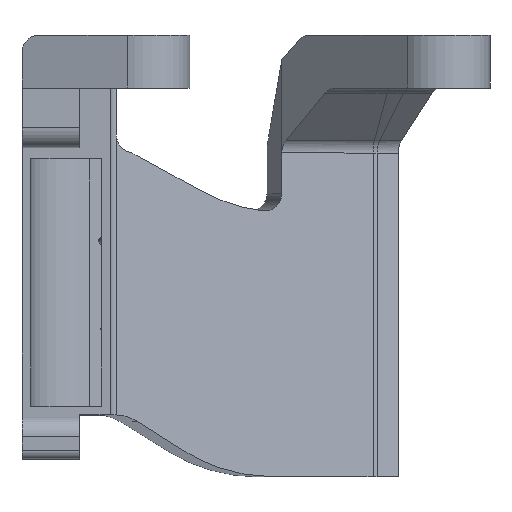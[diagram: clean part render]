
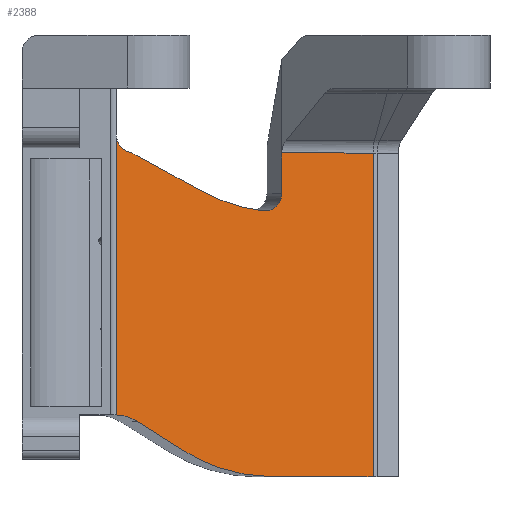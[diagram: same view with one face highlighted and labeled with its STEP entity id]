
A CAD part, top view. The second image highlights one B-rep face of the part: STEP entity #2388.
In plain terms, the highlighted planar face has unit normal (0.268, 0, 0.963).
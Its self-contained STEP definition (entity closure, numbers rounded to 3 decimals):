
#125=PLANE('',#2568);
#204=FACE_OUTER_BOUND('',#333,.T.);
#333=EDGE_LOOP('',(#1758,#1759,#1760,#1761,#1762,#1763,#1764,#1765,#1766,
#1767,#1768,#1769,#1770));
#548=LINE('',#3679,#789);
#555=LINE('',#3703,#796);
#556=LINE('',#3707,#797);
#557=LINE('',#3713,#798);
#558=LINE('',#3719,#799);
#559=LINE('',#3723,#800);
#560=LINE('',#3726,#801);
#789=VECTOR('',#2888,10.);
#796=VECTOR('',#2913,10.);
#797=VECTOR('',#2918,10.);
#798=VECTOR('',#2923,10.);
#799=VECTOR('',#2928,10.);
#800=VECTOR('',#2931,10.);
#801=VECTOR('',#2934,10.);
#972=ELLIPSE('',#2569,2.01,2.);
#973=ELLIPSE('',#2570,20.098,20.);
#974=ELLIPSE('',#2571,5.025,5.);
#975=ELLIPSE('',#2572,2.01,2.);
#976=ELLIPSE('',#2573,5.025,5.);
#977=ELLIPSE('',#2574,20.098,20.);
#1058=VERTEX_POINT('',#3631);
#1075=VERTEX_POINT('',#3678);
#1083=VERTEX_POINT('',#3702);
#1084=VERTEX_POINT('',#3706);
#1085=VERTEX_POINT('',#3708);
#1086=VERTEX_POINT('',#3710);
#1087=VERTEX_POINT('',#3712);
#1088=VERTEX_POINT('',#3714);
#1089=VERTEX_POINT('',#3716);
#1090=VERTEX_POINT('',#3718);
#1091=VERTEX_POINT('',#3720);
#1092=VERTEX_POINT('',#3722);
#1093=VERTEX_POINT('',#3724);
#1336=EDGE_CURVE('',#1058,#1075,#548,.T.);
#1348=EDGE_CURVE('',#1083,#1075,#555,.T.);
#1350=EDGE_CURVE('',#1084,#1058,#556,.T.);
#1351=EDGE_CURVE('',#1085,#1084,#972,.T.);
#1352=EDGE_CURVE('',#1086,#1085,#973,.T.);
#1353=EDGE_CURVE('',#1086,#1087,#557,.T.);
#1354=EDGE_CURVE('',#1088,#1087,#974,.T.);
#1355=EDGE_CURVE('',#1089,#1088,#975,.T.);
#1356=EDGE_CURVE('',#1090,#1089,#558,.T.);
#1357=EDGE_CURVE('',#1090,#1091,#976,.F.);
#1358=EDGE_CURVE('',#1091,#1092,#559,.T.);
#1359=EDGE_CURVE('',#1093,#1092,#977,.T.);
#1360=EDGE_CURVE('',#1083,#1093,#560,.T.);
#1758=ORIENTED_EDGE('',*,*,#1336,.F.);
#1759=ORIENTED_EDGE('',*,*,#1350,.F.);
#1760=ORIENTED_EDGE('',*,*,#1351,.F.);
#1761=ORIENTED_EDGE('',*,*,#1352,.F.);
#1762=ORIENTED_EDGE('',*,*,#1353,.T.);
#1763=ORIENTED_EDGE('',*,*,#1354,.F.);
#1764=ORIENTED_EDGE('',*,*,#1355,.F.);
#1765=ORIENTED_EDGE('',*,*,#1356,.F.);
#1766=ORIENTED_EDGE('',*,*,#1357,.T.);
#1767=ORIENTED_EDGE('',*,*,#1358,.T.);
#1768=ORIENTED_EDGE('',*,*,#1359,.F.);
#1769=ORIENTED_EDGE('',*,*,#1360,.F.);
#1770=ORIENTED_EDGE('',*,*,#1348,.T.);
#2388=ADVANCED_FACE('',(#204),#125,.T.);
#2568=AXIS2_PLACEMENT_3D('',#3705,#2916,#2917);
#2569=AXIS2_PLACEMENT_3D('',#3709,#2919,#2920);
#2570=AXIS2_PLACEMENT_3D('',#3711,#2921,#2922);
#2571=AXIS2_PLACEMENT_3D('',#3715,#2924,#2925);
#2572=AXIS2_PLACEMENT_3D('',#3717,#2926,#2927);
#2573=AXIS2_PLACEMENT_3D('',#3721,#2929,#2930);
#2574=AXIS2_PLACEMENT_3D('',#3725,#2932,#2933);
#2888=DIRECTION('',(0.963,0.,-0.268));
#2913=DIRECTION('',(0.,1.,0.));
#2916=DIRECTION('center_axis',(0.268,0.,0.963));
#2917=DIRECTION('ref_axis',(0.963,0.,-0.268));
#2918=DIRECTION('',(0.,1.,0.));
#2919=DIRECTION('center_axis',(0.268,0.,0.963));
#2920=DIRECTION('ref_axis',(0.963,0.,-0.268));
#2921=DIRECTION('center_axis',(0.268,0.,0.963));
#2922=DIRECTION('ref_axis',(-0.963,0.,0.268));
#2923=DIRECTION('',(-0.851,0.47,0.237));
#2924=DIRECTION('center_axis',(-0.268,0.,-0.963));
#2925=DIRECTION('ref_axis',(0.963,0.,-0.268));
#2926=DIRECTION('center_axis',(0.268,0.,0.963));
#2927=DIRECTION('ref_axis',(-0.963,0.,0.268));
#2928=DIRECTION('',(0.,1.,0.));
#2929=DIRECTION('center_axis',(0.268,0.,0.963));
#2930=DIRECTION('ref_axis',(0.963,0.,-0.268));
#2931=DIRECTION('',(0.823,-0.52,-0.229));
#2932=DIRECTION('center_axis',(-0.268,0.,-0.963));
#2933=DIRECTION('ref_axis',(-0.963,0.,0.268));
#2934=DIRECTION('',(-0.963,0.,0.268));
#3631=CARTESIAN_POINT('',(-10.571,14.672,2.942));
#3678=CARTESIAN_POINT('',(-0.244,14.672,0.068));
#3679=CARTESIAN_POINT('',(-21.603,14.672,6.012));
#3702=CARTESIAN_POINT('',(-0.244,-22.,0.068));
#3703=CARTESIAN_POINT('',(-0.244,8.,0.068));
#3705=CARTESIAN_POINT('Origin',(-30.,0.,8.35));
#3706=CARTESIAN_POINT('',(-10.571,10.111,2.942));
#3707=CARTESIAN_POINT('',(-10.571,8.,2.942));
#3708=CARTESIAN_POINT('',(-12.722,8.124,3.541));
#3709=CARTESIAN_POINT('Origin',(-12.507,10.111,3.481));
#3710=CARTESIAN_POINT('',(-19.699,10.362,5.483));
#3711=CARTESIAN_POINT('Origin',(-10.571,28.,2.942));
#3712=CARTESIAN_POINT('',(-27.029,14.409,7.523));
#3713=CARTESIAN_POINT('',(-25.415,13.518,7.073));
#3714=CARTESIAN_POINT('',(-27.928,14.792,7.773));
#3715=CARTESIAN_POINT('Origin',(-29.311,10.,8.158));
#3716=CARTESIAN_POINT('',(-29.268,16.29,8.146));
#3717=CARTESIAN_POINT('Origin',(-27.375,16.708,7.619));
#3718=CARTESIAN_POINT('',(-29.268,-15.004,8.146));
#3719=CARTESIAN_POINT('',(-29.268,0.,8.146));
#3720=CARTESIAN_POINT('',(-26.936,-15.735,7.497));
#3721=CARTESIAN_POINT('Origin',(-29.462,-20.,8.2));
#3722=CARTESIAN_POINT('',(-21.672,-19.061,6.032));
#3723=CARTESIAN_POINT('',(-26.1,-16.263,7.264));
#3724=CARTESIAN_POINT('',(-11.568,-22.,3.219));
#3725=CARTESIAN_POINT('Origin',(-11.568,-2.,3.219));
#3726=CARTESIAN_POINT('',(-30.,-22.,8.35));
